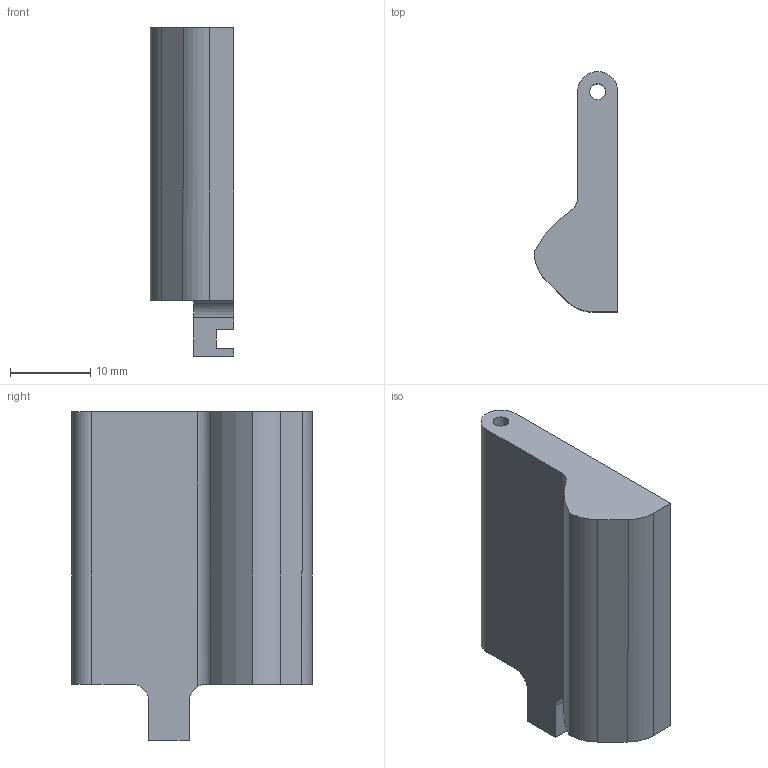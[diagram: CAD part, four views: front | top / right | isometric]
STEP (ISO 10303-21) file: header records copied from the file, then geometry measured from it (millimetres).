
FILE_DESCRIPTION(/* description */ (''),/* implementation_level */ '2;1');
FILE_NAME(/* name */ 'brat2zahvat.stp',/* time_stamp */ '2025-01-16T15:16:16+03:00',/* author */ ('Phantom'),/* organization */ (''),/* preprocessor_version */ 'ST-DEVELOPER v20',/* originating_system */ 'Autodesk Inventor 2025',/* authorisation */ '');
FILE_SCHEMA (('AUTOMOTIVE_DESIGN { 1 0 10303 214 3 1 1 }'));
Length unit declared in the file: millimetre
Products named in the file (1): PRT0006
Bounding box: 10.43 x 30 x 41 mm (x, y, z)
Volume: 6546.3 mm3; surface area: 3176.4 mm2
Topology: 1 solids, 1 shells, 22 faces, 62 edges, 42 vertices
Faces by surface type: plane 14, cylinder 8
Full cylindrical faces by diameter (mm): 2 x1
Entity records: 771 total; most frequent: CARTESIAN_POINT 137, ORIENTED_EDGE 124, DIRECTION 122, EDGE_CURVE 62, LINE 44, VECTOR 44, VERTEX_POINT 42, AXIS2_PLACEMENT_3D 39
